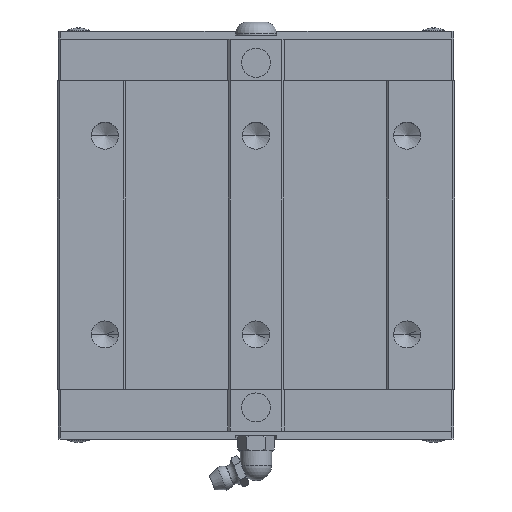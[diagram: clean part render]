
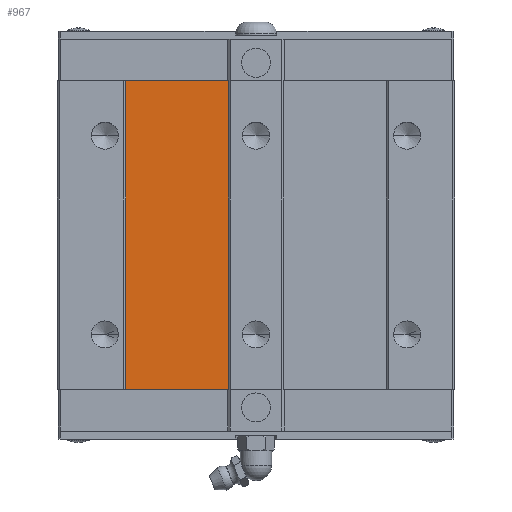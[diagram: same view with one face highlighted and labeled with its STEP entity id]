
A CAD part, top view. The second image highlights one B-rep face of the part: STEP entity #967.
In plain terms, the highlighted planar face has unit normal (0, 0, 1).
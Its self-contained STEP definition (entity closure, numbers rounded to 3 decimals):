
#967=ADVANCED_FACE('',(#1992),#1993,.F.);
#1992=FACE_OUTER_BOUND('',#3066,.T.);
#1993=PLANE('',#3067);
#3066=EDGE_LOOP('',(#5987,#5988,#5989,#5990));
#3067=AXIS2_PLACEMENT_3D('',#5991,#5992,#5993);
#5987=ORIENTED_EDGE('',*,*,#7454,.T.);
#5988=ORIENTED_EDGE('',*,*,#6969,.F.);
#5989=ORIENTED_EDGE('',*,*,#7460,.T.);
#5990=ORIENTED_EDGE('',*,*,#7377,.F.);
#5991=CARTESIAN_POINT('',(0.0,128.901,34.5));
#5992=DIRECTION('',(0.0,0.0,-1.0));
#5993=DIRECTION('',(1.0,0.0,0.0));
#6969=EDGE_CURVE('',#8538,#8540,#8541,.T.);
#7377=EDGE_CURVE('',#9129,#9131,#9132,.T.);
#7454=EDGE_CURVE('',#9129,#8540,#9213,.T.);
#7460=EDGE_CURVE('',#8538,#9131,#9219,.T.);
#8538=VERTEX_POINT('',#11250);
#8540=VERTEX_POINT('',#11253);
#8541=LINE('',#11254,#11255);
#9129=VERTEX_POINT('',#12509);
#9131=VERTEX_POINT('',#12512);
#9132=LINE('',#12513,#12514);
#9213=LINE('',#12632,#12633);
#9219=LINE('',#12641,#12642);
#11250=CARTESIAN_POINT('',(-32.75,90.101,34.5));
#11253=CARTESIAN_POINT('',(-7.0,90.101,34.5));
#11254=CARTESIAN_POINT('',(0.,90.101,34.5));
#11255=VECTOR('',#13488,1.0);
#12509=CARTESIAN_POINT('',(-7.0,12.501,34.5));
#12512=CARTESIAN_POINT('',(-32.75,12.501,34.5));
#12513=CARTESIAN_POINT('',(0.0,12.501,34.5));
#12514=VECTOR('',#13838,1.0);
#12632=CARTESIAN_POINT('',(-7.0,109.501,34.5));
#12633=VECTOR('',#13888,1.0);
#12641=CARTESIAN_POINT('',(-32.75,128.901,34.5));
#12642=VECTOR('',#13891,1.0);
#13488=DIRECTION('',(1.0,0.0,0.0));
#13838=DIRECTION('',(-1.0,-0.0,-0.0));
#13888=DIRECTION('',(0.0,1.0,0.0));
#13891=DIRECTION('',(0.0,-1.0,0.0));
